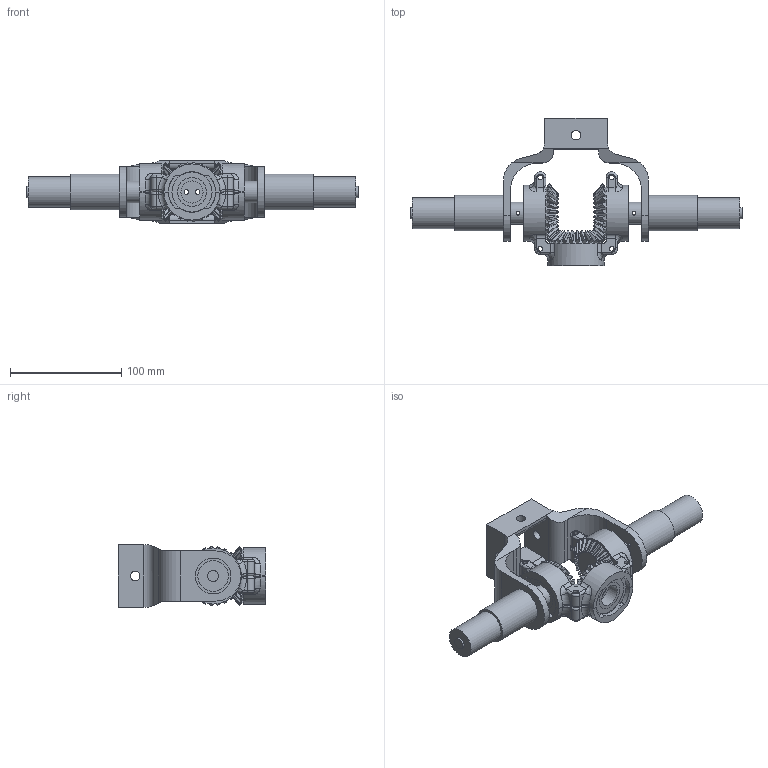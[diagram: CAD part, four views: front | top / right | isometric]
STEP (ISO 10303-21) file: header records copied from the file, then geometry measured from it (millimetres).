
FILE_DESCRIPTION(/* description */ ('','CAx-IF Rec.Pracs.---Representation and Presentation of Product Manufacturing Information (PMI)---4.0---2014-10-13'),/* implementation_level */ '2;1');
FILE_NAME(/* name */ 'temp final part 1 v1.step',/* time_stamp */ '2024-12-25T11:56:14+05:30',/* author */ (''),/* organization */ (''),/* preprocessor_version */ 'ST-DEVELOPER v20',/* originating_system */ 'Autodesk Translation Framework v13.20.0.188',/* authorisation */ '');
FILE_SCHEMA (('AP242_MANAGED_MODEL_BASED_3D_ENGINEERING_MIM_LF { 1 0 10303 442 1 1 4 }'));
Products named in the file (20): temp final part 1; side bevel gear; temp cassing ass; Ball_Bearing_20mmID_42mmOD; Ball_Bearing_20mmID_42mmOD_1; Ball_Bearing_20mmID_42mmOD_2; 42mm_od; 42mm_od_20mm_id; 20mm_id; side bevel gear_1; Component2; middle bevel gear; Component2_1; outer casing; ig 32 140 kg cm 10 rpm; ig 32 140 kg cm 10 rpm_1; Motor_Shaft; Motor_Body_2; Motor_Body_1; bevel casing
Assembly tree (31 placements, depth 4):
  temp final part 1
    side bevel gear
      Component2
    temp cassing ass
      bevel casing  x2
      Ball_Bearing_20mmID_42mmOD
        42mm_od
        42mm_od_20mm_id
        20mm_id
      Ball_Bearing_20mmID_42mmOD_1
        42mm_od
        42mm_od_20mm_id
        20mm_id
      Ball_Bearing_20mmID_42mmOD_2
        42mm_od
        42mm_od_20mm_id
        20mm_id
    side bevel gear_1
      Component2
    middle bevel gear
      Component2_1
    outer casing
    ig 32 140 kg cm 10 rpm
      Motor_Shaft
      Motor_Body_2
      Motor_Body_1
    ig 32 140 kg cm 10 rpm_1
      Motor_Shaft
      Motor_Body_2
      Motor_Body_1
    bevel casing
Bounding box: 298 x 132 x 56.4 mm (x, y, z)
Volume: 399573.8 mm3; surface area: 152918.7 mm2
Topology: 22 solids, 22 shells, 1310 faces, 3408 edges, 2158 vertices
Faces by surface type: bspline 567, cylinder 246, cone 225, plane 208, torus 64
Full cylindrical faces by diameter (mm): 3 x18, 3.4 x4, 4.2 x14, 6 x4, 8.4 x4, 10 x2, 19.6 x2, 20 x3, 20.4 x1, 26 x6, 27.6 x2, 32 x2, 36 x6, 42 x3
Entity records: 39186 total; most frequent: CARTESIAN_POINT 23360, ORIENTED_EDGE 3906, DIRECTION 2035, EDGE_CURVE 1953, VERTEX_POINT 1237, B_SPLINE_CURVE_WITH_KNOTS 1224, AXIS2_PLACEMENT_3D 875, EDGE_LOOP 808
